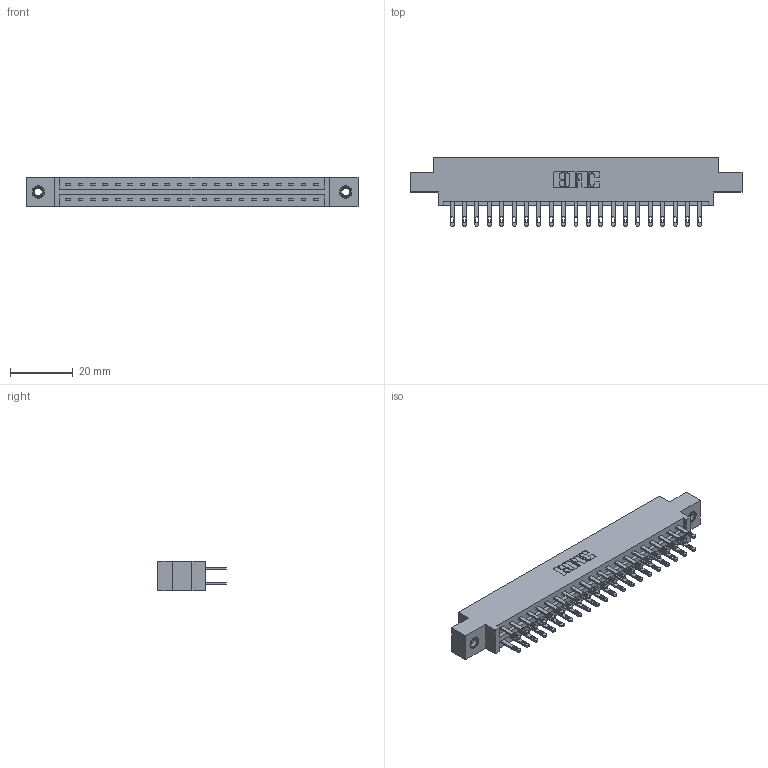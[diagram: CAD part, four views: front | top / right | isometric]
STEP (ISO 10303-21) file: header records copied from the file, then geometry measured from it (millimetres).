
FILE_DESCRIPTION (( 'STEP AP203' ), '1' );
FILE_NAME ('337-042-500-807.STEP', '2018-08-08T22:51:50', ( '' ), ( '' ), 'SwSTEP 2.0', 'SolidWorks 2016', '' );
FILE_SCHEMA (( 'CONFIG_CONTROL_DESIGN' ));
Length unit declared in the file: inch
Products named in the file (4): 337 Part_0.170 Offset - 0.156 Dia-TI; 345-292-001_345-293-100; 345-250-001_345-250-005-103; 337-042-500-807
Assembly tree (45 placements, depth 2):
  337-042-500-807
    337 Part_0.170 Offset - 0.156 Dia-TI
    345-292-001_345-293-100  x42
    345-250-001_345-250-005-103  x2
Bounding box: 106.22 x 21.85 x 9.4 mm (x, y, z)
Volume: 10912.4 mm3; surface area: 12742.3 mm2
Topology: 45 solids, 45 shells, 2278 faces, 6885 edges, 4582 vertices
Faces by surface type: plane 1450, cylinder 812, cone 12, torus 4
Entity records: 20246 total; most frequent: CARTESIAN_POINT 3409, ORIENTED_EDGE 3338, DIRECTION 2971, EDGE_CURVE 1669, LINE 1517, VECTOR 1517, VERTEX_POINT 1108, AXIS2_PLACEMENT_3D 727
